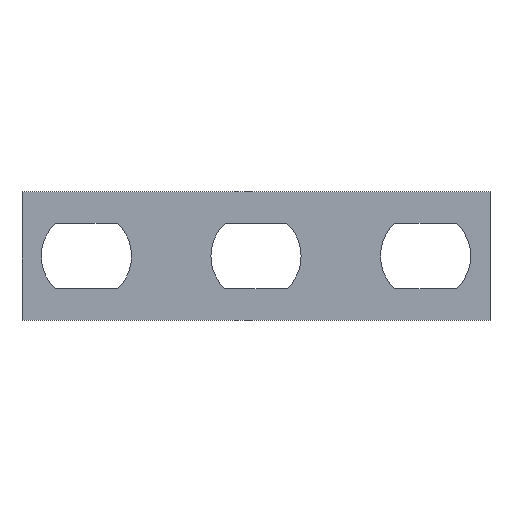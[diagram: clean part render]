
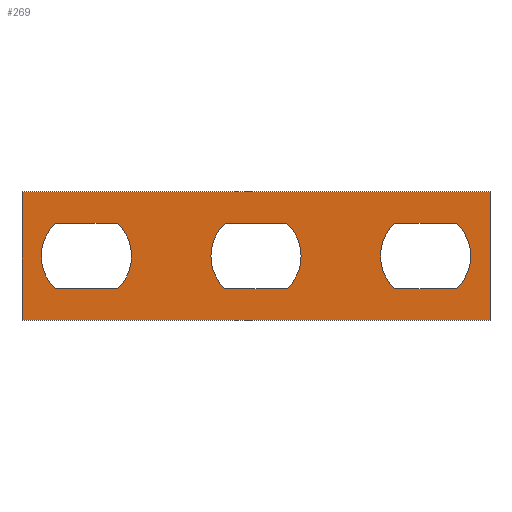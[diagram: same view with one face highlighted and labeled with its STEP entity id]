
A CAD part, top view. The second image highlights one B-rep face of the part: STEP entity #269.
In plain terms, the highlighted planar face has unit normal (0, 0, 1).
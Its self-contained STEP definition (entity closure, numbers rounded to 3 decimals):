
#48=AXIS2_PLACEMENT_3D('Circle Axis2P3D',#46,#47,$) ;
#141=AXIS2_PLACEMENT_3D('Circle Axis2P3D',#139,#140,$) ;
#159=AXIS2_PLACEMENT_3D('Plane Axis2P3D',#156,#157,#158) ;
#197=AXIS2_PLACEMENT_3D('Circle Axis2P3D',#195,#196,$) ;
#213=AXIS2_PLACEMENT_3D('Circle Axis2P3D',#211,#212,$) ;
#231=AXIS2_PLACEMENT_3D('Circle Axis2P3D',#229,#230,$) ;
#247=AXIS2_PLACEMENT_3D('Circle Axis2P3D',#245,#246,$) ;
#41=CARTESIAN_POINT('Vertex',(17.356,4.525,1.)) ;
#46=CARTESIAN_POINT('Axis2P3D Location',(18.8,3.,1.)) ;
#50=CARTESIAN_POINT('Vertex',(17.356,1.475,1.)) ;
#81=CARTESIAN_POINT('Vertex',(20.244,4.525,1.)) ;
#86=CARTESIAN_POINT('Line Origine',(18.8,4.525,1.)) ;
#108=CARTESIAN_POINT('Line Origine',(18.8,1.475,1.)) ;
#112=CARTESIAN_POINT('Vertex',(20.244,1.475,1.)) ;
#139=CARTESIAN_POINT('Axis2P3D Location',(18.8,3.,1.)) ;
#156=CARTESIAN_POINT('Axis2P3D Location',(0.,0.,1.)) ;
#161=CARTESIAN_POINT('Line Origine',(10.9,0.,1.)) ;
#165=CARTESIAN_POINT('Vertex',(0.,0.,1.)) ;
#167=CARTESIAN_POINT('Vertex',(21.8,0.,1.)) ;
#170=CARTESIAN_POINT('Line Origine',(21.8,3.,1.)) ;
#174=CARTESIAN_POINT('Vertex',(21.8,6.,1.)) ;
#177=CARTESIAN_POINT('Line Origine',(10.9,6.,1.)) ;
#181=CARTESIAN_POINT('Vertex',(0.,6.,1.)) ;
#184=CARTESIAN_POINT('Line Origine',(0.,3.,1.)) ;
#195=CARTESIAN_POINT('Axis2P3D Location',(3.,2.993,1.)) ;
#199=CARTESIAN_POINT('Vertex',(4.451,1.475,1.)) ;
#201=CARTESIAN_POINT('Vertex',(4.436,4.525,1.)) ;
#204=CARTESIAN_POINT('Line Origine',(3.,1.475,1.)) ;
#208=CARTESIAN_POINT('Vertex',(1.549,1.475,1.)) ;
#211=CARTESIAN_POINT('Axis2P3D Location',(3.,2.993,1.)) ;
#215=CARTESIAN_POINT('Vertex',(1.564,4.525,1.)) ;
#218=CARTESIAN_POINT('Line Origine',(3.,4.525,1.)) ;
#229=CARTESIAN_POINT('Axis2P3D Location',(10.9,2.993,1.)) ;
#233=CARTESIAN_POINT('Vertex',(12.351,1.475,1.)) ;
#235=CARTESIAN_POINT('Vertex',(12.336,4.525,1.)) ;
#238=CARTESIAN_POINT('Line Origine',(10.9,1.475,1.)) ;
#242=CARTESIAN_POINT('Vertex',(9.449,1.475,1.)) ;
#245=CARTESIAN_POINT('Axis2P3D Location',(10.9,2.993,1.)) ;
#249=CARTESIAN_POINT('Vertex',(9.464,4.525,1.)) ;
#252=CARTESIAN_POINT('Line Origine',(10.9,4.525,1.)) ;
#47=DIRECTION('Axis2P3D Direction',(0.,0.,1.)) ;
#87=DIRECTION('Vector Direction',(1.,0.,0.)) ;
#109=DIRECTION('Vector Direction',(-1.,0.,0.)) ;
#140=DIRECTION('Axis2P3D Direction',(0.,0.,1.)) ;
#157=DIRECTION('Axis2P3D Direction',(0.,0.,1.)) ;
#158=DIRECTION('Axis2P3D XDirection',(1.,0.,0.)) ;
#162=DIRECTION('Vector Direction',(1.,0.,0.)) ;
#171=DIRECTION('Vector Direction',(0.,1.,0.)) ;
#178=DIRECTION('Vector Direction',(-1.,0.,0.)) ;
#185=DIRECTION('Vector Direction',(0.,-1.,0.)) ;
#196=DIRECTION('Axis2P3D Direction',(0.,0.,1.)) ;
#205=DIRECTION('Vector Direction',(-1.,0.,0.)) ;
#212=DIRECTION('Axis2P3D Direction',(0.,0.,1.)) ;
#219=DIRECTION('Vector Direction',(1.,0.,0.)) ;
#230=DIRECTION('Axis2P3D Direction',(0.,0.,1.)) ;
#239=DIRECTION('Vector Direction',(-1.,0.,0.)) ;
#246=DIRECTION('Axis2P3D Direction',(0.,0.,1.)) ;
#253=DIRECTION('Vector Direction',(1.,0.,0.)) ;
#88=VECTOR('Line Direction',#87,1.) ;
#110=VECTOR('Line Direction',#109,1.) ;
#163=VECTOR('Line Direction',#162,1.) ;
#172=VECTOR('Line Direction',#171,1.) ;
#179=VECTOR('Line Direction',#178,1.) ;
#186=VECTOR('Line Direction',#185,1.) ;
#206=VECTOR('Line Direction',#205,1.) ;
#220=VECTOR('Line Direction',#219,1.) ;
#240=VECTOR('Line Direction',#239,1.) ;
#254=VECTOR('Line Direction',#253,1.) ;
#190=ORIENTED_EDGE('',*,*,#169,.T.) ;
#191=ORIENTED_EDGE('',*,*,#176,.T.) ;
#192=ORIENTED_EDGE('',*,*,#183,.T.) ;
#193=ORIENTED_EDGE('',*,*,#188,.T.) ;
#224=ORIENTED_EDGE('',*,*,#203,.F.) ;
#225=ORIENTED_EDGE('',*,*,#210,.F.) ;
#226=ORIENTED_EDGE('',*,*,#217,.F.) ;
#227=ORIENTED_EDGE('',*,*,#222,.F.) ;
#258=ORIENTED_EDGE('',*,*,#237,.F.) ;
#259=ORIENTED_EDGE('',*,*,#244,.F.) ;
#260=ORIENTED_EDGE('',*,*,#251,.F.) ;
#261=ORIENTED_EDGE('',*,*,#256,.F.) ;
#264=ORIENTED_EDGE('',*,*,#143,.F.) ;
#265=ORIENTED_EDGE('',*,*,#114,.F.) ;
#266=ORIENTED_EDGE('',*,*,#52,.F.) ;
#267=ORIENTED_EDGE('',*,*,#90,.F.) ;
#228=FACE_BOUND('',#223,.T.) ;
#262=FACE_BOUND('',#257,.T.) ;
#268=FACE_BOUND('',#263,.T.) ;
#269=ADVANCED_FACE('Body.3',(#194,#228,#262,#268),#160,.T.) ;
#49=CIRCLE('generated circle',#48,2.1) ;
#142=CIRCLE('generated circle',#141,2.1) ;
#198=CIRCLE('generated circle',#197,2.1) ;
#214=CIRCLE('generated circle',#213,2.1) ;
#232=CIRCLE('generated circle',#231,2.1) ;
#248=CIRCLE('generated circle',#247,2.1) ;
#52=EDGE_CURVE('',#42,#51,#49,.T.) ;
#90=EDGE_CURVE('',#82,#42,#89,.F.) ;
#114=EDGE_CURVE('',#51,#113,#111,.F.) ;
#143=EDGE_CURVE('',#113,#82,#142,.T.) ;
#169=EDGE_CURVE('',#166,#168,#164,.T.) ;
#176=EDGE_CURVE('',#168,#175,#173,.T.) ;
#183=EDGE_CURVE('',#175,#182,#180,.T.) ;
#188=EDGE_CURVE('',#182,#166,#187,.T.) ;
#203=EDGE_CURVE('',#200,#202,#198,.T.) ;
#210=EDGE_CURVE('',#209,#200,#207,.F.) ;
#217=EDGE_CURVE('',#216,#209,#214,.T.) ;
#222=EDGE_CURVE('',#202,#216,#221,.F.) ;
#237=EDGE_CURVE('',#234,#236,#232,.T.) ;
#244=EDGE_CURVE('',#243,#234,#241,.F.) ;
#251=EDGE_CURVE('',#250,#243,#248,.T.) ;
#256=EDGE_CURVE('',#236,#250,#255,.F.) ;
#189=EDGE_LOOP('',(#190,#191,#192,#193)) ;
#223=EDGE_LOOP('',(#224,#225,#226,#227)) ;
#257=EDGE_LOOP('',(#258,#259,#260,#261)) ;
#263=EDGE_LOOP('',(#264,#265,#266,#267)) ;
#194=FACE_OUTER_BOUND('',#189,.T.) ;
#89=LINE('Line',#86,#88) ;
#111=LINE('Line',#108,#110) ;
#164=LINE('Line',#161,#163) ;
#173=LINE('Line',#170,#172) ;
#180=LINE('Line',#177,#179) ;
#187=LINE('Line',#184,#186) ;
#207=LINE('Line',#204,#206) ;
#221=LINE('Line',#218,#220) ;
#241=LINE('Line',#238,#240) ;
#255=LINE('Line',#252,#254) ;
#160=PLANE('',#159) ;
#42=VERTEX_POINT('',#41) ;
#51=VERTEX_POINT('',#50) ;
#82=VERTEX_POINT('',#81) ;
#113=VERTEX_POINT('',#112) ;
#166=VERTEX_POINT('',#165) ;
#168=VERTEX_POINT('',#167) ;
#175=VERTEX_POINT('',#174) ;
#182=VERTEX_POINT('',#181) ;
#200=VERTEX_POINT('',#199) ;
#202=VERTEX_POINT('',#201) ;
#209=VERTEX_POINT('',#208) ;
#216=VERTEX_POINT('',#215) ;
#234=VERTEX_POINT('',#233) ;
#236=VERTEX_POINT('',#235) ;
#243=VERTEX_POINT('',#242) ;
#250=VERTEX_POINT('',#249) ;
